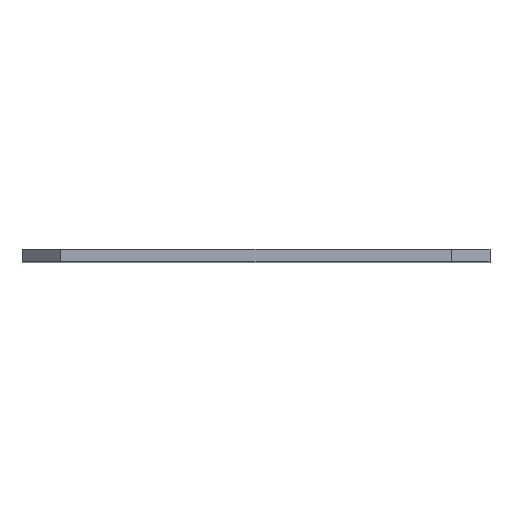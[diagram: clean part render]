
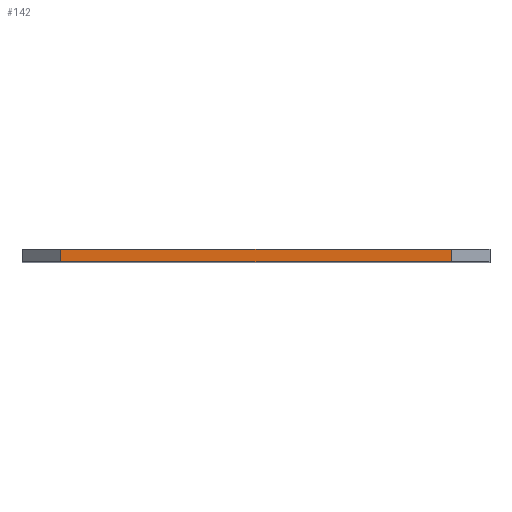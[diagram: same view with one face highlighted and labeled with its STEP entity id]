
A CAD part, top view. The second image highlights one B-rep face of the part: STEP entity #142.
In plain terms, the highlighted planar face has unit normal (0, 0, 1).
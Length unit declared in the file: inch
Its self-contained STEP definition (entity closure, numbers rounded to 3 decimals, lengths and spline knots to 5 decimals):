
#8 = VECTOR ( 'NONE', #679, 39.37008 ) ;
#20 = VERTEX_POINT ( 'NONE', #618 ) ;
#30 = LINE ( 'NONE', #317, #73 ) ;
#36 = CARTESIAN_POINT ( 'NONE',  ( -3.97749, -0.25, 5.76925 ) ) ;
#44 = ORIENTED_EDGE ( 'NONE', *, *, #210, .T. ) ;
#50 = CARTESIAN_POINT ( 'NONE',  ( 3.97749, -0.25, 5.76925 ) ) ;
#73 = VECTOR ( 'NONE', #462, 39.37008 ) ;
#75 = EDGE_CURVE ( 'NONE', #903, #348, #361, .T. ) ;
#142 = ADVANCED_FACE ( 'NONE', ( #534 ), #836, .T. ) ;
#152 = EDGE_CURVE ( 'NONE', #833, #903, #30, .T. ) ;
#165 = CARTESIAN_POINT ( 'NONE',  ( 3.97749, -0.25, 5.76925 ) ) ;
#184 = DIRECTION ( 'NONE',  ( 0., 1., 0. ) ) ;
#210 = EDGE_CURVE ( 'NONE', #20, #348, #686, .T. ) ;
#231 = AXIS2_PLACEMENT_3D ( 'NONE', #165, #739, #774 ) ;
#291 = EDGE_CURVE ( 'NONE', #833, #20, #617, .T. ) ;
#292 = CARTESIAN_POINT ( 'NONE',  ( 3.97749, 0., 5.76925 ) ) ;
#317 = CARTESIAN_POINT ( 'NONE',  ( -3.97749, -0.25, 5.76925 ) ) ;
#329 = CARTESIAN_POINT ( 'NONE',  ( 3.97749, -0.25, 5.76925 ) ) ;
#348 = VERTEX_POINT ( 'NONE', #292 ) ;
#361 = LINE ( 'NONE', #379, #8 ) ;
#366 = VECTOR ( 'NONE', #425, 39.37008 ) ;
#379 = CARTESIAN_POINT ( 'NONE',  ( 3.97749, 0., 5.76925 ) ) ;
#425 = DIRECTION ( 'NONE',  ( 1., 0., 0. ) ) ;
#462 = DIRECTION ( 'NONE',  ( 0., 1., 0. ) ) ;
#534 = FACE_OUTER_BOUND ( 'NONE', #764, .T. ) ;
#617 = LINE ( 'NONE', #50, #366 ) ;
#618 = CARTESIAN_POINT ( 'NONE',  ( 3.97749, -0.25, 5.76925 ) ) ;
#654 = VECTOR ( 'NONE', #184, 39.37008 ) ;
#679 = DIRECTION ( 'NONE',  ( 1., 0., 0. ) ) ;
#686 = LINE ( 'NONE', #329, #654 ) ;
#736 = ORIENTED_EDGE ( 'NONE', *, *, #152, .F. ) ;
#739 = DIRECTION ( 'NONE',  ( 0., 0., 1. ) ) ;
#764 = EDGE_LOOP ( 'NONE', ( #967, #736, #782, #44 ) ) ;
#774 = DIRECTION ( 'NONE',  ( 1., 0., 0. ) ) ;
#782 = ORIENTED_EDGE ( 'NONE', *, *, #291, .T. ) ;
#833 = VERTEX_POINT ( 'NONE', #36 ) ;
#836 = PLANE ( 'NONE',  #231 ) ;
#903 = VERTEX_POINT ( 'NONE', #943 ) ;
#943 = CARTESIAN_POINT ( 'NONE',  ( -3.97749, 0., 5.76925 ) ) ;
#967 = ORIENTED_EDGE ( 'NONE', *, *, #75, .F. ) ;
